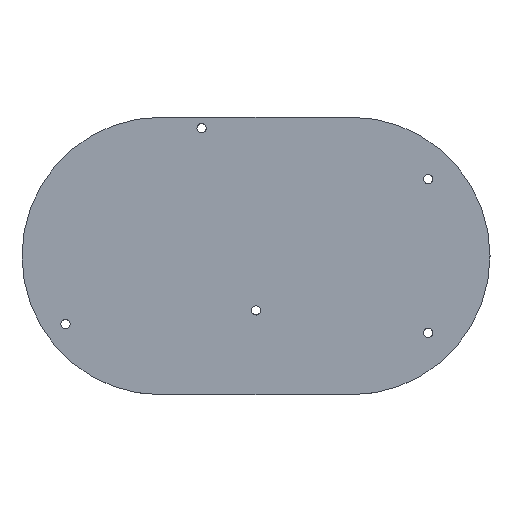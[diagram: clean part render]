
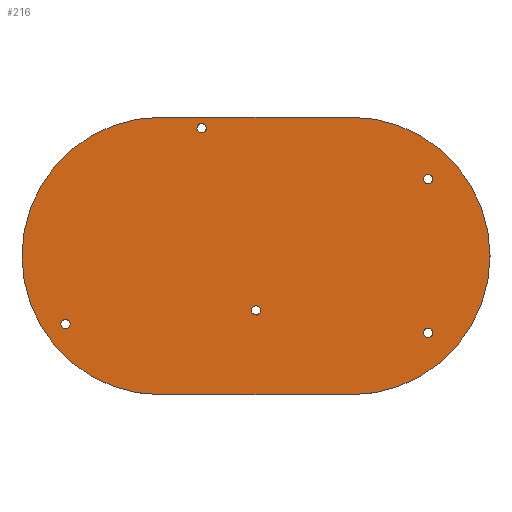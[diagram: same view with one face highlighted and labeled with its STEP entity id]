
A CAD part, top view. The second image highlights one B-rep face of the part: STEP entity #216.
In plain terms, the highlighted planar face has unit normal (0, 0, 1).
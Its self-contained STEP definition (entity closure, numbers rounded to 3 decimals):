
#15=FACE_BOUND('',#50,.T.);
#16=FACE_BOUND('',#51,.T.);
#17=FACE_BOUND('',#52,.T.);
#18=FACE_BOUND('',#53,.T.);
#19=FACE_BOUND('',#54,.T.);
#27=PLANE('',#255);
#38=FACE_OUTER_BOUND('',#49,.T.);
#49=EDGE_LOOP('',(#182,#183,#184,#185));
#50=EDGE_LOOP('',(#186));
#51=EDGE_LOOP('',(#187));
#52=EDGE_LOOP('',(#188));
#53=EDGE_LOOP('',(#189));
#54=EDGE_LOOP('',(#190));
#68=LINE('',#360,#81);
#72=LINE('',#372,#85);
#81=VECTOR('',#298,10.);
#85=VECTOR('',#310,10.);
#87=CIRCLE('',#233,1.7);
#89=CIRCLE('',#236,1.7);
#91=CIRCLE('',#239,1.7);
#93=CIRCLE('',#242,1.7);
#95=CIRCLE('',#245,1.7);
#98=CIRCLE('',#250,51.);
#100=CIRCLE('',#254,51.);
#101=VERTEX_POINT('',#324);
#103=VERTEX_POINT('',#330);
#105=VERTEX_POINT('',#336);
#107=VERTEX_POINT('',#342);
#109=VERTEX_POINT('',#348);
#113=VERTEX_POINT('',#357);
#114=VERTEX_POINT('',#359);
#116=VERTEX_POINT('',#365);
#118=VERTEX_POINT('',#371);
#119=EDGE_CURVE('',#101,#101,#87,.T.);
#122=EDGE_CURVE('',#103,#103,#89,.T.);
#125=EDGE_CURVE('',#105,#105,#91,.T.);
#128=EDGE_CURVE('',#107,#107,#93,.T.);
#131=EDGE_CURVE('',#109,#109,#95,.T.);
#136=EDGE_CURVE('',#114,#113,#68,.T.);
#139=EDGE_CURVE('',#116,#114,#98,.T.);
#142=EDGE_CURVE('',#118,#116,#72,.T.);
#145=EDGE_CURVE('',#113,#118,#100,.T.);
#182=ORIENTED_EDGE('',*,*,#145,.T.);
#183=ORIENTED_EDGE('',*,*,#142,.T.);
#184=ORIENTED_EDGE('',*,*,#139,.T.);
#185=ORIENTED_EDGE('',*,*,#136,.T.);
#186=ORIENTED_EDGE('',*,*,#119,.T.);
#187=ORIENTED_EDGE('',*,*,#122,.T.);
#188=ORIENTED_EDGE('',*,*,#125,.T.);
#189=ORIENTED_EDGE('',*,*,#128,.T.);
#190=ORIENTED_EDGE('',*,*,#131,.T.);
#216=ADVANCED_FACE('',(#38,#15,#16,#17,#18,#19),#27,.T.);
#233=AXIS2_PLACEMENT_3D('',#325,#261,#262);
#236=AXIS2_PLACEMENT_3D('',#331,#268,#269);
#239=AXIS2_PLACEMENT_3D('',#337,#275,#276);
#242=AXIS2_PLACEMENT_3D('',#343,#282,#283);
#245=AXIS2_PLACEMENT_3D('',#349,#289,#290);
#250=AXIS2_PLACEMENT_3D('',#366,#304,#305);
#254=AXIS2_PLACEMENT_3D('',#376,#316,#317);
#255=AXIS2_PLACEMENT_3D('',#377,#318,#319);
#261=DIRECTION('center_axis',(0.,0.,-1.));
#262=DIRECTION('ref_axis',(1.,0.,0.));
#268=DIRECTION('center_axis',(0.,0.,-1.));
#269=DIRECTION('ref_axis',(1.,0.,0.));
#275=DIRECTION('center_axis',(0.,0.,-1.));
#276=DIRECTION('ref_axis',(1.,0.,0.));
#282=DIRECTION('center_axis',(0.,0.,-1.));
#283=DIRECTION('ref_axis',(1.,0.,0.));
#289=DIRECTION('center_axis',(0.,0.,-1.));
#290=DIRECTION('ref_axis',(1.,0.,0.));
#298=DIRECTION('',(-1.,0.,0.));
#304=DIRECTION('center_axis',(0.,0.,1.));
#305=DIRECTION('ref_axis',(1.,0.,0.));
#310=DIRECTION('',(1.,0.,0.));
#316=DIRECTION('center_axis',(0.,0.,1.));
#317=DIRECTION('ref_axis',(1.,0.,0.));
#318=DIRECTION('center_axis',(0.,0.,1.));
#319=DIRECTION('ref_axis',(1.,0.,0.));
#324=CARTESIAN_POINT('',(33.3,-20.,6.));
#325=CARTESIAN_POINT('Origin',(35.,-20.,6.));
#330=CARTESIAN_POINT('',(-36.7,-25.,6.));
#331=CARTESIAN_POINT('Origin',(-35.,-25.,6.));
#336=CARTESIAN_POINT('',(96.584,-28.284,6.));
#337=CARTESIAN_POINT('Origin',(98.284,-28.284,6.));
#342=CARTESIAN_POINT('',(13.3,46.95,6.));
#343=CARTESIAN_POINT('Origin',(15.,46.95,6.));
#348=CARTESIAN_POINT('',(96.584,28.284,6.));
#349=CARTESIAN_POINT('Origin',(98.284,28.284,6.));
#357=CARTESIAN_POINT('',(0.,51.,6.));
#359=CARTESIAN_POINT('',(70.,51.,6.));
#360=CARTESIAN_POINT('',(0.,51.,6.));
#365=CARTESIAN_POINT('',(70.,-51.,6.));
#366=CARTESIAN_POINT('Origin',(70.,0.,6.));
#371=CARTESIAN_POINT('',(0.,-51.,6.));
#372=CARTESIAN_POINT('',(70.,-51.,6.));
#376=CARTESIAN_POINT('Origin',(0.,0.,6.));
#377=CARTESIAN_POINT('Origin',(35.,0.,6.));
